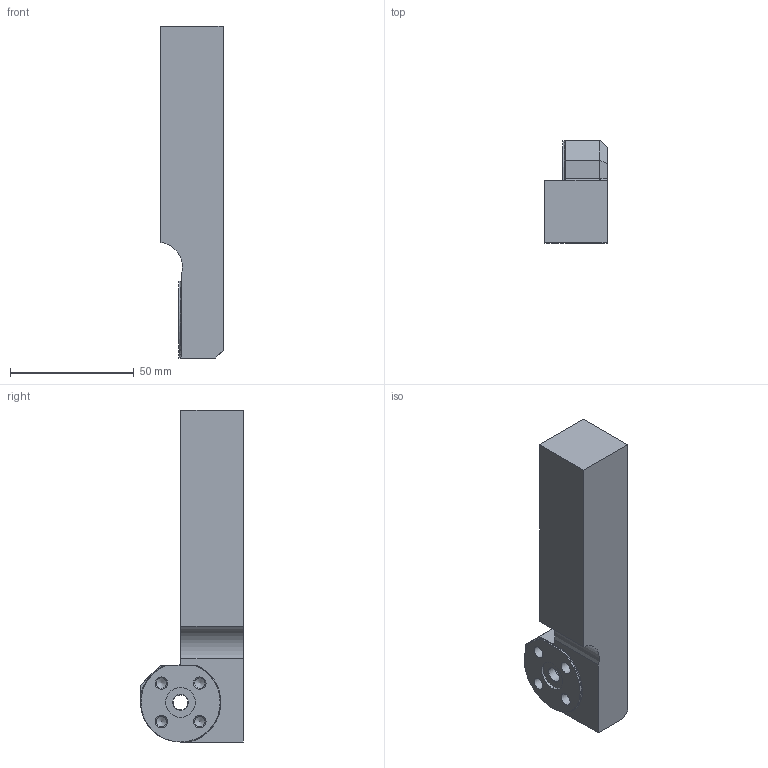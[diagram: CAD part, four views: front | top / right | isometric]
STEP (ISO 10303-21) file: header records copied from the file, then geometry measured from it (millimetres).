
FILE_DESCRIPTION(/* description */ (''),/* implementation_level */ '2;1');
FILE_NAME(/* name */ '1535447602333.stp',/* time_stamp */ '2018-08-28T14:43:33+05:00',/* author */ (''),/* organization */ ('SMS'),/* preprocessor_version */ 'ST-DEVELOPER v15',/* originating_system */ 'SIEMENS PLM Software NX 8.5',/* authorisation */ '');
FILE_SCHEMA (('AUTOMOTIVE_DESIGN { 1 0 10303 214 3 1 1 1 }'));
Length unit declared in the file: millimetre
Products named in the file (1): 201781029mod000_00
Bounding box: 25.27 x 41.55 x 134.06 mm (x, y, z)
Volume: 81691 mm3; surface area: 16318.9 mm2
Topology: 1 solids, 1 shells, 56 faces, 141 edges, 90 vertices
Faces by surface type: plane 25, cylinder 17, cone 14
Full cylindrical faces by diameter (mm): 4.2 x4, 5 x4, 6 x1, 6.009 x1, 8.7 x1, 12 x1
Entity records: 1544 total; most frequent: CARTESIAN_POINT 275, DIRECTION 261, ORIENTED_EDGE 214, EDGE_CURVE 107, AXIS2_PLACEMENT_3D 101, EDGE_LOOP 81, VERTEX_POINT 80, LINE 59
